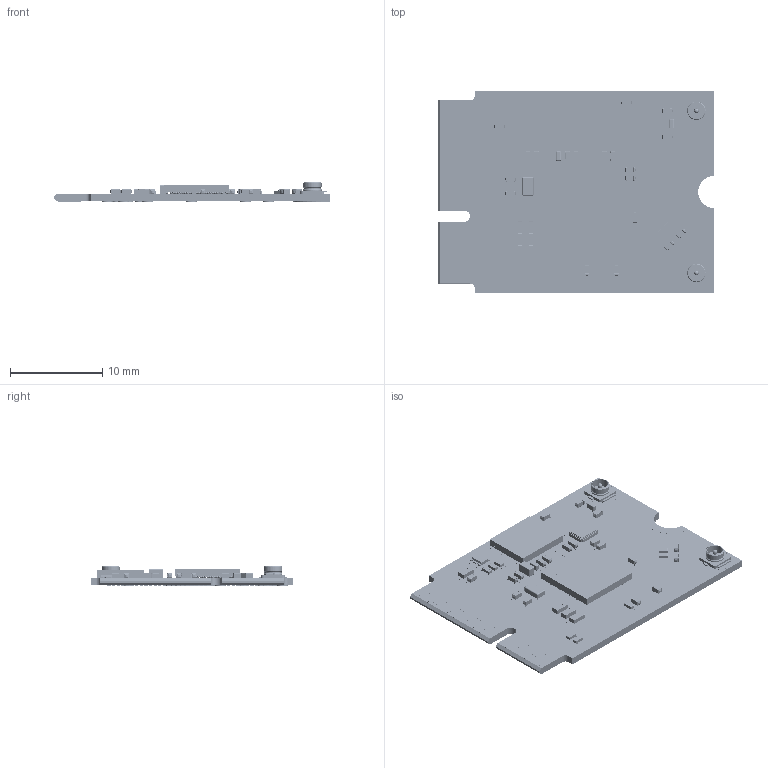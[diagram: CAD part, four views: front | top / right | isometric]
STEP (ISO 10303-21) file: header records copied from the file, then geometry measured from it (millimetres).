
FILE_DESCRIPTION(/* description */ (''),/* implementation_level */ '2;1');
FILE_NAME(/* name */ 'nrf52840_m2_module_3d_model.step',/* time_stamp */ '2020-06-11T15:00:46+08:00',/* author */ (''),/* organization */ (''),/* preprocessor_version */ 'ST-DEVELOPER v18.1',/* originating_system */ 'Autodesk Translation Framework v9.3.0.1241',/* authorisation */ '');
FILE_SCHEMA (('AUTOMOTIVE_DESIGN { 1 0 10303 214 3 1 1 }'));
Products named in the file (384): m2-dock_v1_1_wiki; nrf52840-m2-latest v30; BOARD (1); EXTERNAL COPPER (1); TOP (1); PADS_TOP (1); CIRCLE_3500; CIRCLE_6096 (2); SHAPE_CH550; RECT_20000X3500; RECT_8000X5500 (1); RECT_10000X9500; RECT_7200X5900 (1); RECT_9500X9000; RECT_6200X5700 (1); RECT_12000X11000 (1); RECT_6200X6200 (1); RECT_14000X7000; RECT_10000X4000; RECT_40000X34000; CIRCLE_2750; RECT_48500X48500; RECT_10000X10500; RECT_22000X10500; TRACES_TOP (1); SHAPES_TOP (1); SHAPE_1_USB_DM; SHAPE_2_USB_DM; SHAPE_3_USB_DP; SHAPE_4_USB_DP; SHAPE_5_USB_DP; XL1; XL1 (1); XL1 (2); SHAPE_9_GND_POWER; SHAPE_10_GND_POWER; SHAPE_11_GND_POWER; SHAPE_12_GND_POWER; SHAPE_13_GND_POWER; SHAPE_14_GND_POWER ...
Assembly tree (996 placements, depth 9):
  m2-dock_v1_1_wiki
    nrf52840-m2-latest v30
      BOARD (1)
      EXTERNAL COPPER (1)
        TOP (1)
          PADS_TOP (1)
            CIRCLE_3500  x21
            CIRCLE_6096 (2)  x164
            SHAPE_CH550
            RECT_20000X3500  x34
            RECT_8000X5500 (1)  x4
            RECT_10000X9500  x2
            RECT_7200X5900 (1)  x2
            RECT_9500X9000  x8
            RECT_6200X5700 (1)  x16
            RECT_12000X11000 (1)  x4
            RECT_6200X6200 (1)  x44
            RECT_14000X7000  x2
            RECT_10000X4000  x8
            RECT_40000X34000
            CIRCLE_2750  x73
            RECT_48500X48500
            RECT_10000X10500  x2
            RECT_22000X10500  x4
          TRACES_TOP (1)
          SHAPES_TOP (1)
            SHAPE_1_USB_DM
            SHAPE_2_USB_DM
            SHAPE_3_USB_DP
            SHAPE_4_USB_DP
            SHAPE_5_USB_DP
            XL1
            XL1 (1)
            XL1 (2)
            SHAPE_9_GND_POWER
            SHAPE_10_GND_POWER
            SHAPE_11_GND_POWER
            SHAPE_12_GND_POWER
            SHAPE_13_GND_POWER
            SHAPE_14_GND_POWER
            SHAPE_15_GND_POWER
            SHAPE_16_GND_POWER
            SHAPE_17_GND_POWER
            SHAPE_18_GND_POWER
            SHAPE_19_GND_POWER
            SHAPE_20_GND_POWER
            SHAPE_21_GND_POWER
            SHAPE_22_GND_POWER
            SHAPE_23_GND_POWER
            SHAPE_24_GND_POWER
            SHAPE_25_GND_POWER
            SHAPE_26_GND_POWER
            SHAPE_27_GND_POWER
            SHAPE_28_GND_POWER
            SHAPE_29_GND_POWER
            SHAPE_30_GND_POWER
            SHAPE_31_GND_POWER
            SHAPE_32_GND_POWER
            SHAPE_33_GND_POWER
            SHAPE_34_GND_POWER
Bounding box: 30 x 22 x 2.06 mm (x, y, z)
Volume: 593.5 mm3; surface area: 4854.8 mm2
Topology: 420 solids, 1561 shells, 4897 faces, 13214 edges, 9936 vertices
Faces by surface type: plane 3319, cylinder 941, sphere 437, bspline 192, cone 8
Full cylindrical faces by diameter (mm): 0.275 x73, 0.33 x164, 0.5 x2, 0.762 x3, 0.8 x1, 1.2 x9, 1.7 x2, 1.86 x2, 2 x4
Entity records: 109746 total; most frequent: CARTESIAN_POINT 19201, DIRECTION 18488, ORIENTED_EDGE 12083, EDGE_CURVE 8023, VERTEX_POINT 6709, AXIS2_PLACEMENT_3D 6527, LINE 5434, VECTOR 5434
